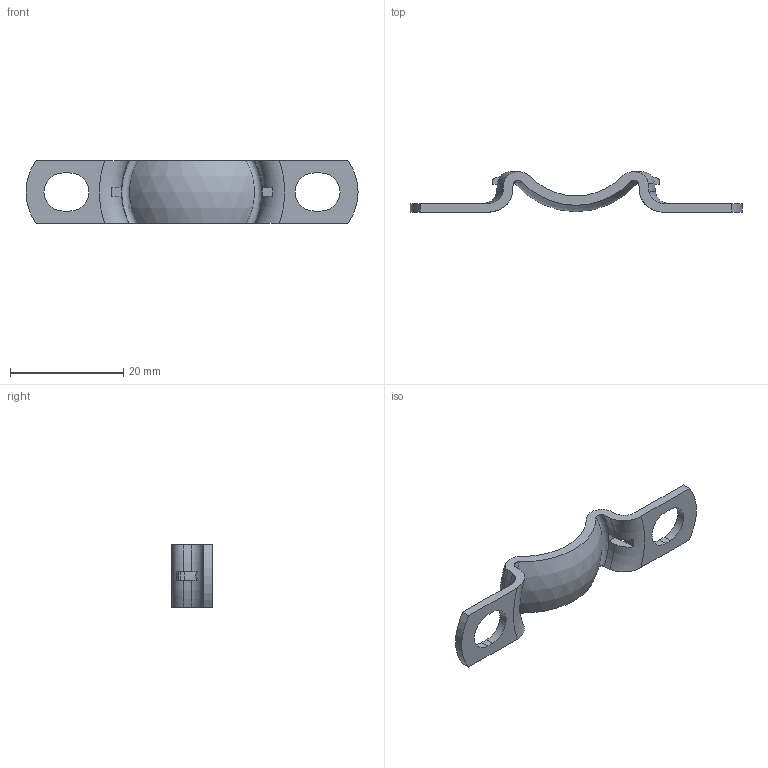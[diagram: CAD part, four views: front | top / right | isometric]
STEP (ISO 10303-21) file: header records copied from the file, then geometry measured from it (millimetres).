
FILE_DESCRIPTION(/* description */ (''),/* implementation_level */ '2;1');
FILE_NAME(/* name */ 'MSTR BD Base_3687.ipt.step',/* time_stamp */ '2017-01-04T15:02:10-08:00',/* author */ ('Autodesk, Inc.'),/* organization */ (''),/* preprocessor_version */ 'ST-DEVELOPER v16.5',/* originating_system */ 'Autodesk Inventor 2017',/* authorisation */ '');
FILE_SCHEMA (('AUTOMOTIVE_DESIGN { 1 0 10303 214 3 1 1 }'));
Length unit declared in the file: inch
Products named in the file (1): MSTR BD Base_3687
Bounding box: 58.75 x 7.14 x 11.13 mm (x, y, z)
Volume: 1015 mm3; surface area: 1684.2 mm2
Topology: 1 solids, 1 shells, 54 faces, 160 edges, 104 vertices
Faces by surface type: plane 28, torus 8, cone 8, cylinder 8, sphere 2
Entity records: 2098 total; most frequent: CARTESIAN_POINT 607, ORIENTED_EDGE 320, DIRECTION 302, EDGE_CURVE 160, AXIS2_PLACEMENT_3D 117, VERTEX_POINT 104, LINE 68, VECTOR 68
